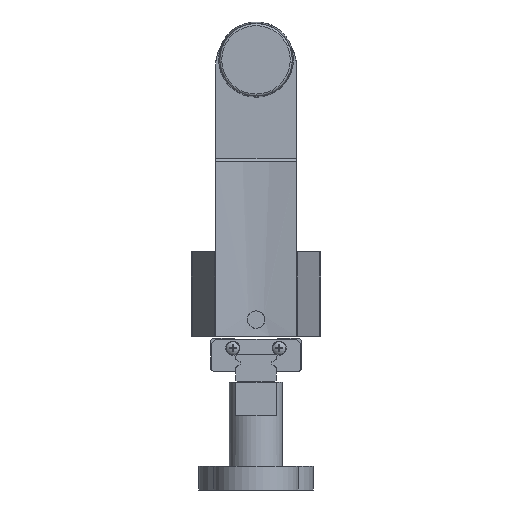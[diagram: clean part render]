
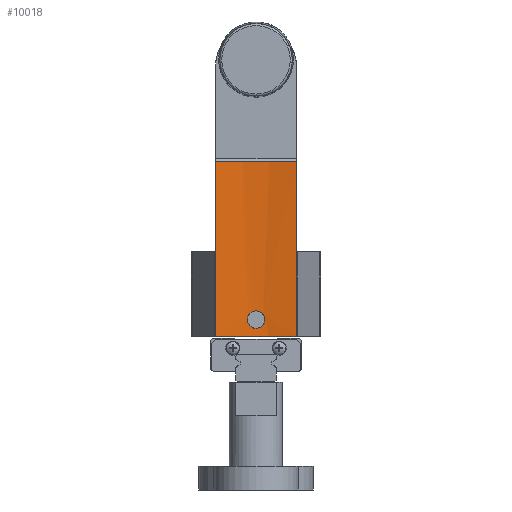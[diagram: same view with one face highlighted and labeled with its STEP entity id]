
A CAD part, left-side view. The second image highlights one B-rep face of the part: STEP entity #10018.
In plain terms, the highlighted cylindrical face has radius 60.5 mm (diameter 121 mm), a partial arc.
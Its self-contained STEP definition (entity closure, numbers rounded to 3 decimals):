
#79=B_SPLINE_CURVE_WITH_KNOTS('',3,(#17158,#17159,#17160,#17161,#17162,
#17163,#17164,#17165,#17166,#17167,#17168,#17169,#17170,#17171,#17172,#17173,
#17174,#17175,#17176,#17177,#17178,#17179,#17180,#17181,#17182,#17183,#17184,
#17185,#17186,#17187,#17188,#17189,#17190,#17191),.UNSPECIFIED.,.T.,.F.,
(4,2,2,2,2,2,2,2,2,2,2,2,2,2,2,2,4),(0.,0.098,0.196,
0.294,0.392,0.49,0.588,
0.686,0.784,0.882,0.98,
1.077,1.175,1.273,1.371,1.469,
1.567),.UNSPECIFIED.);
#337=FACE_BOUND('',#2092,.T.);
#518=CYLINDRICAL_SURFACE('',#11130,60.5);
#1002=CIRCLE('',#11097,60.5);
#1014=CIRCLE('',#11131,60.5);
#1495=FACE_OUTER_BOUND('',#2091,.T.);
#2091=EDGE_LOOP('',(#8786,#8787,#8788,#8789));
#2092=EDGE_LOOP('',(#8790));
#2874=LINE('',#16428,#3737);
#2944=LINE('',#17371,#3807);
#3737=VECTOR('',#13470,10.);
#3807=VECTOR('',#13798,10.);
#4626=VERTEX_POINT('',#16425);
#4627=VERTEX_POINT('',#16427);
#4721=VERTEX_POINT('',#17153);
#4722=VERTEX_POINT('',#17157);
#4735=VERTEX_POINT('',#17369);
#5943=EDGE_CURVE('',#4626,#4627,#2874,.T.);
#6088=EDGE_CURVE('',#4721,#4627,#1002,.T.);
#6090=EDGE_CURVE('',#4722,#4722,#79,.T.);
#6119=EDGE_CURVE('',#4626,#4735,#1014,.T.);
#6120=EDGE_CURVE('',#4735,#4721,#2944,.T.);
#8786=ORIENTED_EDGE('',*,*,#6088,.T.);
#8787=ORIENTED_EDGE('',*,*,#5943,.F.);
#8788=ORIENTED_EDGE('',*,*,#6119,.T.);
#8789=ORIENTED_EDGE('',*,*,#6120,.T.);
#8790=ORIENTED_EDGE('',*,*,#6090,.T.);
#10018=ADVANCED_FACE('',(#1495,#337),#518,.F.);
#11097=AXIS2_PLACEMENT_3D('',#17154,#13716,#13717);
#11130=AXIS2_PLACEMENT_3D('',#17368,#13794,#13795);
#11131=AXIS2_PLACEMENT_3D('',#17370,#13796,#13797);
#13470=DIRECTION('',(0.,0.,1.));
#13716=DIRECTION('center_axis',(0.,0.,1.));
#13717=DIRECTION('ref_axis',(0.099,0.995,0.));
#13794=DIRECTION('center_axis',(0.,0.,1.));
#13795=DIRECTION('ref_axis',(0.099,0.995,0.));
#13796=DIRECTION('center_axis',(0.,0.,-1.));
#13797=DIRECTION('ref_axis',(0.099,0.995,0.));
#13798=DIRECTION('',(0.,0.,1.));
#16425=CARTESIAN_POINT('',(59.298,12.,0.));
#16427=CARTESIAN_POINT('',(59.298,12.,52.));
#16428=CARTESIAN_POINT('',(59.298,12.,0.));
#17153=CARTESIAN_POINT('',(59.298,-12.,52.));
#17154=CARTESIAN_POINT('Origin',(0.,0.,
52.));
#17157=CARTESIAN_POINT('',(60.444,2.6,5.));
#17158=CARTESIAN_POINT('Ctrl Pts',(60.444,2.6,5.));
#17159=CARTESIAN_POINT('Ctrl Pts',(60.444,2.6,5.327));
#17160=CARTESIAN_POINT('Ctrl Pts',(60.447,2.535,5.675));
#17161=CARTESIAN_POINT('Ctrl Pts',(60.458,2.269,6.315));
#17162=CARTESIAN_POINT('Ctrl Pts',(60.465,2.069,6.608));
#17163=CARTESIAN_POINT('Ctrl Pts',(60.479,1.608,7.069));
#17164=CARTESIAN_POINT('Ctrl Pts',(60.487,1.315,7.269));
#17165=CARTESIAN_POINT('Ctrl Pts',(60.497,0.675,7.535));
#17166=CARTESIAN_POINT('Ctrl Pts',(60.5,0.327,7.6));
#17167=CARTESIAN_POINT('Ctrl Pts',(60.5,-0.327,7.6));
#17168=CARTESIAN_POINT('Ctrl Pts',(60.497,-0.675,
7.535));
#17169=CARTESIAN_POINT('Ctrl Pts',(60.487,-1.315,7.269));
#17170=CARTESIAN_POINT('Ctrl Pts',(60.479,-1.608,7.069));
#17171=CARTESIAN_POINT('Ctrl Pts',(60.465,-2.069,6.608));
#17172=CARTESIAN_POINT('Ctrl Pts',(60.458,-2.269,6.315));
#17173=CARTESIAN_POINT('Ctrl Pts',(60.447,-2.535,5.675));
#17174=CARTESIAN_POINT('Ctrl Pts',(60.444,-2.6,5.327));
#17175=CARTESIAN_POINT('Ctrl Pts',(60.444,-2.6,4.673));
#17176=CARTESIAN_POINT('Ctrl Pts',(60.447,-2.535,4.325));
#17177=CARTESIAN_POINT('Ctrl Pts',(60.458,-2.269,3.685));
#17178=CARTESIAN_POINT('Ctrl Pts',(60.465,-2.069,3.392));
#17179=CARTESIAN_POINT('Ctrl Pts',(60.479,-1.608,2.931));
#17180=CARTESIAN_POINT('Ctrl Pts',(60.487,-1.315,2.731));
#17181=CARTESIAN_POINT('Ctrl Pts',(60.497,-0.675,
2.465));
#17182=CARTESIAN_POINT('Ctrl Pts',(60.5,-0.327,2.4));
#17183=CARTESIAN_POINT('Ctrl Pts',(60.5,0.327,2.4));
#17184=CARTESIAN_POINT('Ctrl Pts',(60.497,0.675,2.465));
#17185=CARTESIAN_POINT('Ctrl Pts',(60.487,1.315,2.731));
#17186=CARTESIAN_POINT('Ctrl Pts',(60.479,1.608,2.931));
#17187=CARTESIAN_POINT('Ctrl Pts',(60.465,2.069,3.392));
#17188=CARTESIAN_POINT('Ctrl Pts',(60.458,2.269,3.685));
#17189=CARTESIAN_POINT('Ctrl Pts',(60.447,2.535,4.325));
#17190=CARTESIAN_POINT('Ctrl Pts',(60.444,2.6,4.673));
#17191=CARTESIAN_POINT('Ctrl Pts',(60.444,2.6,5.));
#17368=CARTESIAN_POINT('Origin',(0.,0.,
0.));
#17369=CARTESIAN_POINT('',(59.298,-12.,0.));
#17370=CARTESIAN_POINT('Origin',(0.,0.,
0.));
#17371=CARTESIAN_POINT('',(59.298,-12.,0.));
